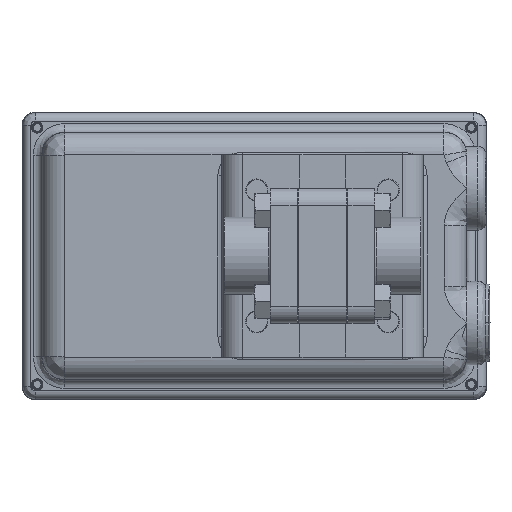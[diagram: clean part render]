
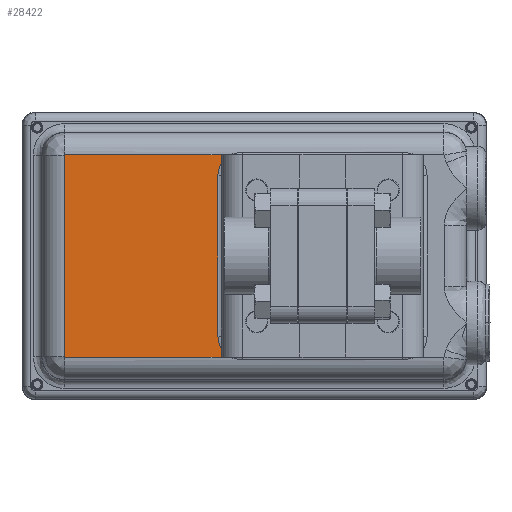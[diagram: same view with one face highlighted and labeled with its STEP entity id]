
A CAD part, front view. The second image highlights one B-rep face of the part: STEP entity #28422.
In plain terms, the highlighted planar face has unit normal (0, -1, 0).
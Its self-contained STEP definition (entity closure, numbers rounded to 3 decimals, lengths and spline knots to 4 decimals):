
#450 = VERTEX_POINT ( 'NONE', #19664 ) ;
#546 = VECTOR ( 'NONE', #34185, 39.3701 ) ;
#1149 = VERTEX_POINT ( 'NONE', #43576 ) ;
#1264 = VERTEX_POINT ( 'NONE', #49065 ) ;
#1637 =( BOUNDED_CURVE ( )  B_SPLINE_CURVE ( 3, ( #33316, #47473, #9062, #43043 ),
 .UNSPECIFIED., .F., .T. ) 
 B_SPLINE_CURVE_WITH_KNOTS ( ( 4, 4 ),
 ( 0., 1. ),
 .UNSPECIFIED. ) 
 CURVE ( )  GEOMETRIC_REPRESENTATION_ITEM ( )  RATIONAL_B_SPLINE_CURVE ( ( 1., 0.805, 0.805, 1. ) ) 
 REPRESENTATION_ITEM ( '' )  );
#1858 = EDGE_CURVE ( 'NONE', #14833, #19978, #62068, .T. ) ;
#4262 = ORIENTED_EDGE ( 'NONE', *, *, #29049, .F. ) ;
#4341 = CARTESIAN_POINT ( 'NONE',  ( -1.3725, 4.455, 1.4994 ) ) ;
#5485 = ORIENTED_EDGE ( 'NONE', *, *, #1858, .F. ) ;
#8506 =( BOUNDED_CURVE ( )  B_SPLINE_CURVE ( 3, ( #49751, #54661, #25642, #59530 ),
 .UNSPECIFIED., .F., .T. ) 
 B_SPLINE_CURVE_WITH_KNOTS ( ( 4, 4 ),
 ( 0., 1. ),
 .UNSPECIFIED. ) 
 CURVE ( )  GEOMETRIC_REPRESENTATION_ITEM ( )  RATIONAL_B_SPLINE_CURVE ( ( 1., 0.805, 0.805, 1. ) ) 
 REPRESENTATION_ITEM ( '' )  );
#8712 = DIRECTION ( 'NONE',  ( 0., 1., 0. ) ) ;
#9062 = CARTESIAN_POINT ( 'NONE',  ( -3.8258, 4.455, 1.4994 ) ) ;
#9209 = CARTESIAN_POINT ( 'NONE',  ( -1.5522, 4.455, 1.3178 ) ) ;
#10529 = EDGE_CURVE ( 'NONE', #1264, #37110, #15131, .T. ) ;
#11894 = EDGE_CURVE ( 'NONE', #37515, #1264, #39962, .T. ) ;
#14833 = VERTEX_POINT ( 'NONE', #40392 ) ;
#15131 = LINE ( 'NONE', #58795, #52313 ) ;
#15817 = DIRECTION ( 'NONE',  ( -1., 0., 0. ) ) ;
#16030 = CARTESIAN_POINT ( 'NONE',  ( -0.0014, 4.455, -1.5022 ) ) ;
#16885 = CARTESIAN_POINT ( 'NONE',  ( -3.8272, 4.455, 1.4961 ) ) ;
#17092 = EDGE_CURVE ( 'NONE', #1149, #37515, #26411, .T. ) ;
#17946 =( BOUNDED_CURVE ( )  B_SPLINE_CURVE ( 3, ( #25480, #30381, #20779, #54710 ),
 .UNSPECIFIED., .F., .T. ) 
 B_SPLINE_CURVE_WITH_KNOTS ( ( 4, 4 ),
 ( 0., 1. ),
 .UNSPECIFIED. ) 
 CURVE ( )  GEOMETRIC_REPRESENTATION_ITEM ( )  RATIONAL_B_SPLINE_CURVE ( ( 1., 0.912, 0.912, 1. ) ) 
 REPRESENTATION_ITEM ( '' )  );
#18092 = AXIS2_PLACEMENT_3D ( 'NONE', #37838, #8712, #42693 ) ;
#19664 = CARTESIAN_POINT ( 'NONE',  ( -1.3725, 4.455, -1.5022 ) ) ;
#19978 = VERTEX_POINT ( 'NONE', #16885 ) ;
#20779 = CARTESIAN_POINT ( 'NONE',  ( -1.4865, 4.455, -1.4353 ) ) ;
#21791 = FACE_OUTER_BOUND ( 'NONE', #47693, .T. ) ;
#23282 = EDGE_CURVE ( 'NONE', #450, #38149, #51736, .T. ) ;
#24420 = EDGE_CURVE ( 'NONE', #38149, #14833, #8506, .T. ) ;
#25480 = CARTESIAN_POINT ( 'NONE',  ( -1.5522, 4.455, -1.1884 ) ) ;
#25642 = CARTESIAN_POINT ( 'NONE',  ( -3.8272, 4.455, -1.5008 ) ) ;
#26411 = LINE ( 'NONE', #57472, #39308 ) ;
#28422 = ADVANCED_FACE ( 'NONE', ( #21791 ), #62003, .F. ) ;
#28589 = CARTESIAN_POINT ( 'NONE',  ( -1.4865, 4.455, 1.4325 ) ) ;
#29049 = EDGE_CURVE ( 'NONE', #19978, #1149, #1637, .T. ) ;
#29809 = DIRECTION ( 'NONE',  ( 0., 0., -1. ) ) ;
#30381 = CARTESIAN_POINT ( 'NONE',  ( -1.5522, 4.455, -1.3206 ) ) ;
#33316 = CARTESIAN_POINT ( 'NONE',  ( -3.8272, 4.455, 1.4961 ) ) ;
#33359 = DIRECTION ( 'NONE',  ( 1., 0., 0. ) ) ;
#34185 = DIRECTION ( 'NONE',  ( 0., 0., 1. ) ) ;
#34715 = ORIENTED_EDGE ( 'NONE', *, *, #24420, .F. ) ;
#36335 = ORIENTED_EDGE ( 'NONE', *, *, #54623, .F. ) ;
#37087 = CARTESIAN_POINT ( 'NONE',  ( -3.8239, 4.455, -1.5022 ) ) ;
#37110 = VERTEX_POINT ( 'NONE', #37433 ) ;
#37433 = CARTESIAN_POINT ( 'NONE',  ( -1.5522, 4.455, -1.1884 ) ) ;
#37515 = VERTEX_POINT ( 'NONE', #54754 ) ;
#37838 = CARTESIAN_POINT ( 'NONE',  ( 1.8011, 4.455, -1.4989 ) ) ;
#38149 = VERTEX_POINT ( 'NONE', #37087 ) ;
#38890 = VECTOR ( 'NONE', #15817, 39.3701 ) ;
#39308 = VECTOR ( 'NONE', #33359, 39.3701 ) ;
#39962 =( BOUNDED_CURVE ( )  B_SPLINE_CURVE ( 3, ( #4341, #28589, #9209, #43184 ),
 .UNSPECIFIED., .F., .F. ) 
 B_SPLINE_CURVE_WITH_KNOTS ( ( 4, 4 ),
 ( 0., 1. ),
 .UNSPECIFIED. ) 
 CURVE ( )  GEOMETRIC_REPRESENTATION_ITEM ( )  RATIONAL_B_SPLINE_CURVE ( ( 1., 0.912, 0.912, 1. ) ) 
 REPRESENTATION_ITEM ( '' )  );
#40392 = CARTESIAN_POINT ( 'NONE',  ( -3.8272, 4.455, -1.4989 ) ) ;
#42693 = DIRECTION ( 'NONE',  ( -1., 0., -0.015 ) ) ;
#43043 = CARTESIAN_POINT ( 'NONE',  ( -3.8239, 4.455, 1.4994 ) ) ;
#43184 = CARTESIAN_POINT ( 'NONE',  ( -1.5522, 4.455, 1.1856 ) ) ;
#43576 = CARTESIAN_POINT ( 'NONE',  ( -3.8239, 4.455, 1.4994 ) ) ;
#44796 = ORIENTED_EDGE ( 'NONE', *, *, #10529, .F. ) ;
#47473 = CARTESIAN_POINT ( 'NONE',  ( -3.8272, 4.455, 1.498 ) ) ;
#47693 = EDGE_LOOP ( 'NONE', ( #54306, #58030, #4262, #5485, #34715, #55704, #36335, #44796 ) ) ;
#49065 = CARTESIAN_POINT ( 'NONE',  ( -1.5522, 4.455, 1.1856 ) ) ;
#49751 = CARTESIAN_POINT ( 'NONE',  ( -3.8239, 4.455, -1.5022 ) ) ;
#51736 = LINE ( 'NONE', #16030, #38890 ) ;
#52313 = VECTOR ( 'NONE', #29809, 39.3701 ) ;
#54306 = ORIENTED_EDGE ( 'NONE', *, *, #11894, .F. ) ;
#54623 = EDGE_CURVE ( 'NONE', #37110, #450, #17946, .T. ) ;
#54661 = CARTESIAN_POINT ( 'NONE',  ( -3.8258, 4.455, -1.5022 ) ) ;
#54710 = CARTESIAN_POINT ( 'NONE',  ( -1.3725, 4.455, -1.5022 ) ) ;
#54754 = CARTESIAN_POINT ( 'NONE',  ( -1.3725, 4.455, 1.4994 ) ) ;
#55704 = ORIENTED_EDGE ( 'NONE', *, *, #23282, .F. ) ;
#57472 = CARTESIAN_POINT ( 'NONE',  ( 1.8011, 4.455, 1.4993 ) ) ;
#58030 = ORIENTED_EDGE ( 'NONE', *, *, #17092, .F. ) ;
#58522 = CARTESIAN_POINT ( 'NONE',  ( -3.8272, 4.455, -0.0014 ) ) ;
#58795 = CARTESIAN_POINT ( 'NONE',  ( -1.5522, 4.455, 1.1856 ) ) ;
#59530 = CARTESIAN_POINT ( 'NONE',  ( -3.8272, 4.455, -1.4989 ) ) ;
#62003 = PLANE ( 'NONE',  #18092 ) ;
#62068 = LINE ( 'NONE', #58522, #546 ) ;
